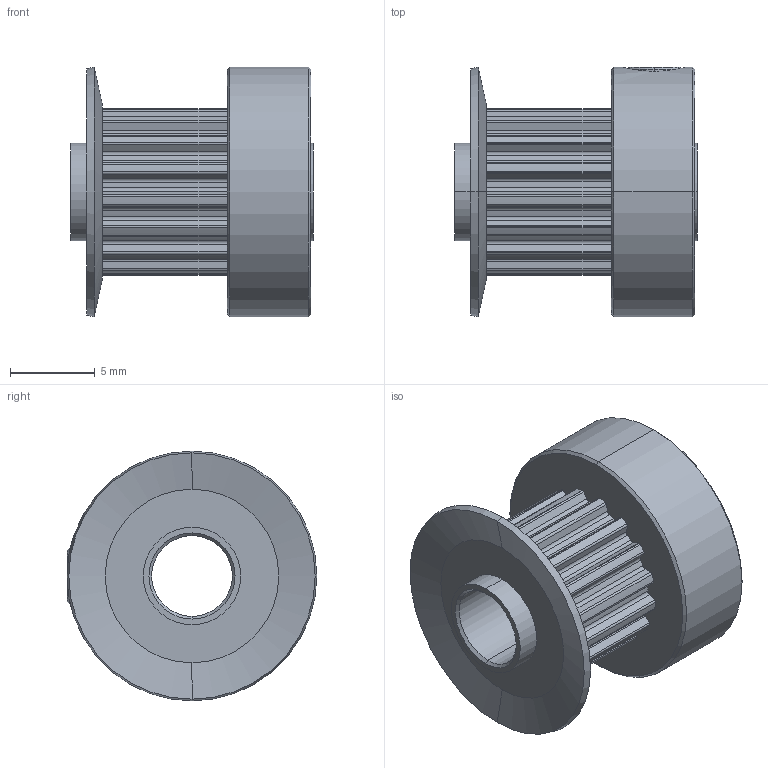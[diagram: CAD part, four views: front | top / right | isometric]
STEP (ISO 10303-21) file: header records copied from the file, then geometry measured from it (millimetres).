
FILE_DESCRIPTION (( 'STEP AP214' ), '1' );
FILE_NAME ('APB16MXL025CF-188.step', '2016-06-13T20:58:15', ( '' ), ( '' ), 'SwSTEP 2.0', 'SolidWorks 2016', '' );
FILE_SCHEMA (( 'AUTOMOTIVE_DESIGN' ));
Length unit declared in the file: inch
Products named in the file (1): APB16MXL025CF-188
Bounding box: 14.29 x 14.73 x 14.73 mm (x, y, z)
Volume: 1164.9 mm3; surface area: 1375.5 mm2
Topology: 2 solids, 2 shells, 184 faces, 511 edges, 336 vertices
Faces by surface type: cylinder 119, plane 47, cone 16, bspline 2
Entity records: 7391 total; most frequent: CARTESIAN_POINT 2395, DIRECTION 1119, ORIENTED_EDGE 1022, EDGE_CURVE 511, AXIS2_PLACEMENT_3D 435, VERTEX_POINT 336, CIRCLE 252, VECTOR 249
